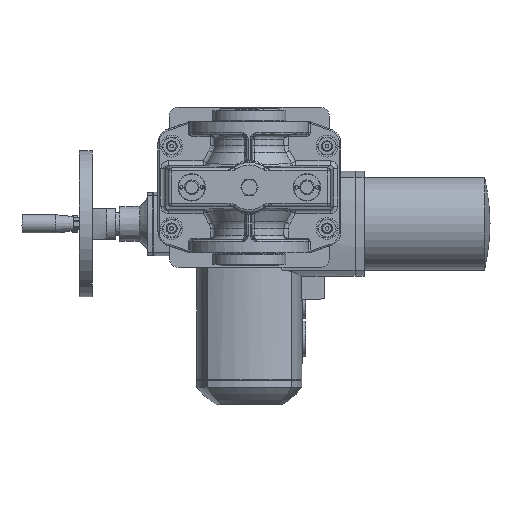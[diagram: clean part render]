
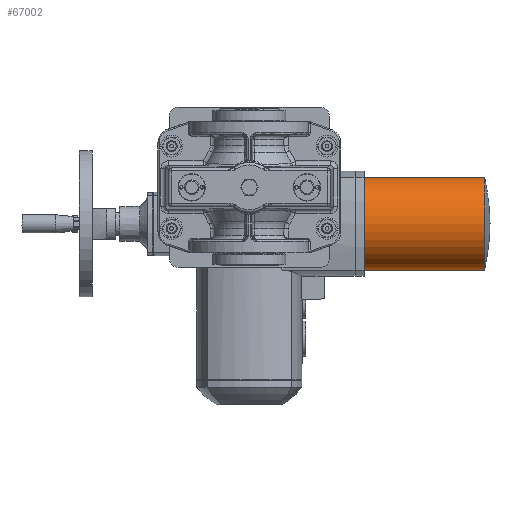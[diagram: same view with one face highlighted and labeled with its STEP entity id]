
A CAD part, front view. The second image highlights one B-rep face of the part: STEP entity #67002.
In plain terms, the highlighted cylindrical face has radius 50.5 mm (diameter 101 mm), a full revolution.
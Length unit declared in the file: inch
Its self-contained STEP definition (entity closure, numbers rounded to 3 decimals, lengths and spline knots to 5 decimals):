
#66887=CARTESIAN_POINT('',(4.94094,8.40551,-2.75591));
#66888=VERTEX_POINT('',#66887);
#66889=CARTESIAN_POINT('',(4.94094,6.41732,-2.75591));
#66890=DIRECTION('',(1.0,0.,0.));
#66891=DIRECTION('',(0.,-1.0,0.));
#66892=AXIS2_PLACEMENT_3D('',#66889,#66890,#66891);
#66893=CIRCLE('',#66892,1.98819);
#66894=EDGE_CURVE('',#66888,#66888,#66893,.T.);
#66983=CARTESIAN_POINT('',(3.81974,6.41732,-2.75591));
#66984=DIRECTION('',(-1.0,0.,0.));
#66985=DIRECTION('',(0.,1.0,0.));
#66986=AXIS2_PLACEMENT_3D('',#66983,#66984,#66985);
#66987=CYLINDRICAL_SURFACE('',#66986,1.98819);
#66988=CARTESIAN_POINT('',(10.13856,6.41732,-4.74409));
#66989=VERTEX_POINT('',#66988);
#66990=CARTESIAN_POINT('',(10.13856,6.41732,-2.75591));
#66991=DIRECTION('',(-1.0,0.,0.));
#66992=DIRECTION('',(0.,1.0,0.));
#66993=AXIS2_PLACEMENT_3D('',#66990,#66991,#66992);
#66994=CIRCLE('',#66993,1.98819);
#66995=EDGE_CURVE('',#66989,#66989,#66994,.T.);
#66996=ORIENTED_EDGE('',*,*,#66995,.T.);
#66997=EDGE_LOOP('',(#66996));
#66998=FACE_OUTER_BOUND('',#66997,.T.);
#66999=ORIENTED_EDGE('',*,*,#66894,.T.);
#67000=EDGE_LOOP('',(#66999));
#67001=FACE_BOUND('',#67000,.T.);
#67002=ADVANCED_FACE('',(#66998,#67001),#66987,.T.);
